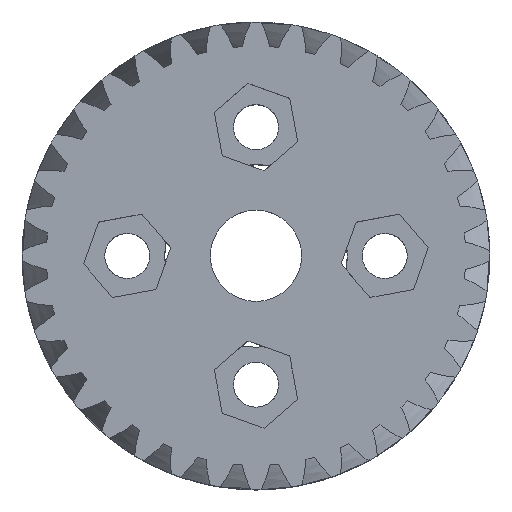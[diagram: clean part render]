
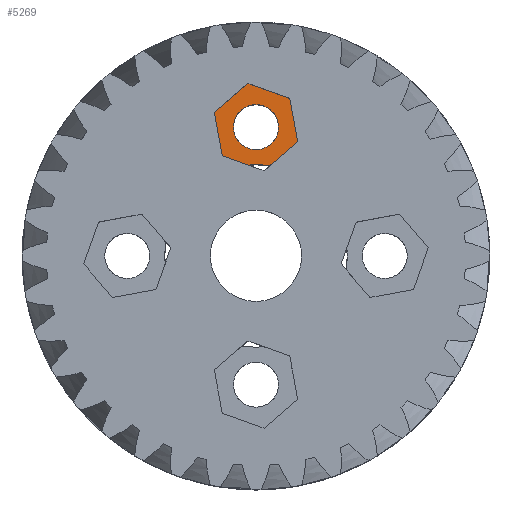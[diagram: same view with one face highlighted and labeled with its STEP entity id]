
A CAD part, top view. The second image highlights one B-rep face of the part: STEP entity #5269.
In plain terms, the highlighted planar face has unit normal (0, 0, 1).
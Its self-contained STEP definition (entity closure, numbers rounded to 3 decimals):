
#16=FACE_BOUND('',#736,.T.);
#53=PLANE('',#5597);
#82=CIRCLE('',#5598,8.5);
#83=CIRCLE('',#5599,2.1);
#427=FACE_OUTER_BOUND('',#735,.T.);
#735=EDGE_LOOP('',(#3649,#3650,#3651,#3652,#3653,#3654,#3655));
#736=EDGE_LOOP('',(#3656));
#1056=LINE('',#8165,#1162);
#1064=LINE('',#8181,#1170);
#1068=LINE('',#8190,#1174);
#1071=LINE('',#8194,#1177);
#1074=LINE('',#8200,#1180);
#1076=LINE('',#8203,#1182);
#1162=VECTOR('',#5840,10.);
#1170=VECTOR('',#5850,10.);
#1174=VECTOR('',#5856,10.);
#1177=VECTOR('',#5861,10.);
#1180=VECTOR('',#5866,10.);
#1182=VECTOR('',#5870,10.);
#2058=VERTEX_POINT('',#8161);
#2060=VERTEX_POINT('',#8164);
#2066=VERTEX_POINT('',#8178);
#2067=VERTEX_POINT('',#8180);
#2070=VERTEX_POINT('',#8187);
#2071=VERTEX_POINT('',#8189);
#2073=VERTEX_POINT('',#8198);
#2074=VERTEX_POINT('',#8206);
#2670=EDGE_CURVE('',#2058,#2060,#1056,.T.);
#2678=EDGE_CURVE('',#2066,#2067,#1064,.T.);
#2682=EDGE_CURVE('',#2070,#2071,#1068,.T.);
#2685=EDGE_CURVE('',#2060,#2070,#1071,.T.);
#2688=EDGE_CURVE('',#2073,#2066,#1074,.T.);
#2690=EDGE_CURVE('',#2071,#2073,#1076,.T.);
#2691=EDGE_CURVE('',#2067,#2058,#82,.T.);
#2692=EDGE_CURVE('',#2074,#2074,#83,.T.);
#3649=ORIENTED_EDGE('',*,*,#2691,.F.);
#3650=ORIENTED_EDGE('',*,*,#2678,.F.);
#3651=ORIENTED_EDGE('',*,*,#2688,.F.);
#3652=ORIENTED_EDGE('',*,*,#2690,.F.);
#3653=ORIENTED_EDGE('',*,*,#2682,.F.);
#3654=ORIENTED_EDGE('',*,*,#2685,.F.);
#3655=ORIENTED_EDGE('',*,*,#2670,.F.);
#3656=ORIENTED_EDGE('',*,*,#2692,.F.);
#5269=ADVANCED_FACE('',(#427,#16),#53,.T.);
#5597=AXIS2_PLACEMENT_3D('',#8204,#5871,#5872);
#5598=AXIS2_PLACEMENT_3D('',#8205,#5873,#5874);
#5599=AXIS2_PLACEMENT_3D('',#8207,#5875,#5876);
#5840=DIRECTION('',(-0.942,0.335,0.));
#5850=DIRECTION('',(-0.761,-0.649,0.));
#5856=DIRECTION('',(0.761,0.649,0.));
#5861=DIRECTION('',(-0.181,0.983,0.));
#5866=DIRECTION('',(0.181,-0.983,0.));
#5870=DIRECTION('',(0.942,-0.335,0.));
#5871=DIRECTION('center_axis',(0.,0.,1.));
#5872=DIRECTION('ref_axis',(1.,0.,0.));
#5873=DIRECTION('center_axis',(0.,0.,1.));
#5874=DIRECTION('ref_axis',(-1.,0.,0.));
#5875=DIRECTION('center_axis',(0.,0.,1.));
#5876=DIRECTION('ref_axis',(-1.,0.,0.));
#8161=CARTESIAN_POINT('',(-0.737,8.468,15.));
#8164=CARTESIAN_POINT('',(-3.141,9.322,15.));
#8165=CARTESIAN_POINT('',(-3.141,9.322,15.));
#8178=CARTESIAN_POINT('',(3.89,10.619,15.));
#8180=CARTESIAN_POINT('',(1.29,8.402,15.));
#8181=CARTESIAN_POINT('',(0.749,7.94,15.));
#8187=CARTESIAN_POINT('',(-3.89,13.381,15.));
#8189=CARTESIAN_POINT('',(-0.749,16.06,15.));
#8190=CARTESIAN_POINT('',(-0.749,16.06,15.));
#8194=CARTESIAN_POINT('',(-3.89,13.381,15.));
#8198=CARTESIAN_POINT('',(3.141,14.678,15.));
#8200=CARTESIAN_POINT('',(3.89,10.619,15.));
#8203=CARTESIAN_POINT('',(3.141,14.678,15.));
#8204=CARTESIAN_POINT('Origin',(0.,12.,15.));
#8205=CARTESIAN_POINT('Origin',(0.,0.,15.));
#8206=CARTESIAN_POINT('',(2.1,12.,15.));
#8207=CARTESIAN_POINT('Origin',(0.,12.,15.));
